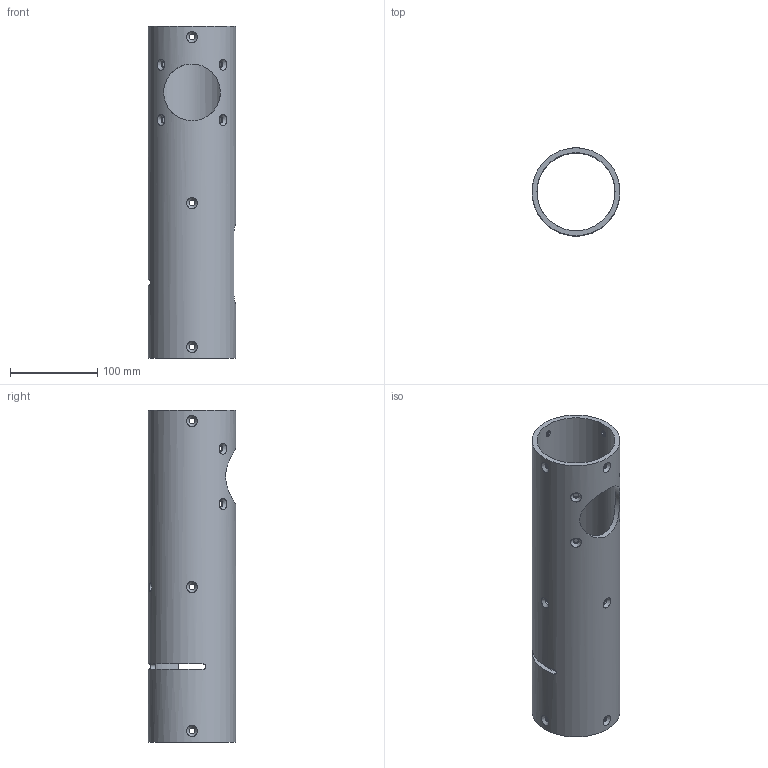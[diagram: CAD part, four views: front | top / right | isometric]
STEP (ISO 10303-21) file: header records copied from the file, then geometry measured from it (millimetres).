
FILE_DESCRIPTION(/* description */ (''),/* implementation_level */ '2;1');
FILE_NAME(/* name */ 'TUBE UPPER RBRODO v1.step',/* time_stamp */ '2020-08-10T20:20:42-03:00',/* author */ (''),/* organization */ (''),/* preprocessor_version */ 'ST-DEVELOPER v18.1',/* originating_system */ 'Autodesk Translation Framework v9.3.0.1241',/* authorisation */ '');
FILE_SCHEMA (('AUTOMOTIVE_DESIGN { 1 0 10303 214 3 1 1 }'));
Length unit declared in the file: inch
Products named in the file (1): TUBE UPPER RBRODO
Bounding box: 100.79 x 100.79 x 381 mm (x, y, z)
Volume: 588748.5 mm3; surface area: 221301 mm2
Topology: 1 solids, 1 shells, 46 faces, 167 edges, 115 vertices
Faces by surface type: cylinder 24, cone 16, plane 6
Full cylindrical faces by diameter (mm): 6.756 x16, 9.525 x1, 65.024 x1, 89.662 x1, 100.787 x1
Entity records: 3277 total; most frequent: CARTESIAN_POINT 1878, ORIENTED_EDGE 334, DIRECTION 198, EDGE_CURVE 167, VERTEX_POINT 115, B_SPLINE_CURVE_WITH_KNOTS 87, EDGE_LOOP 80, AXIS2_PLACEMENT_3D 71
